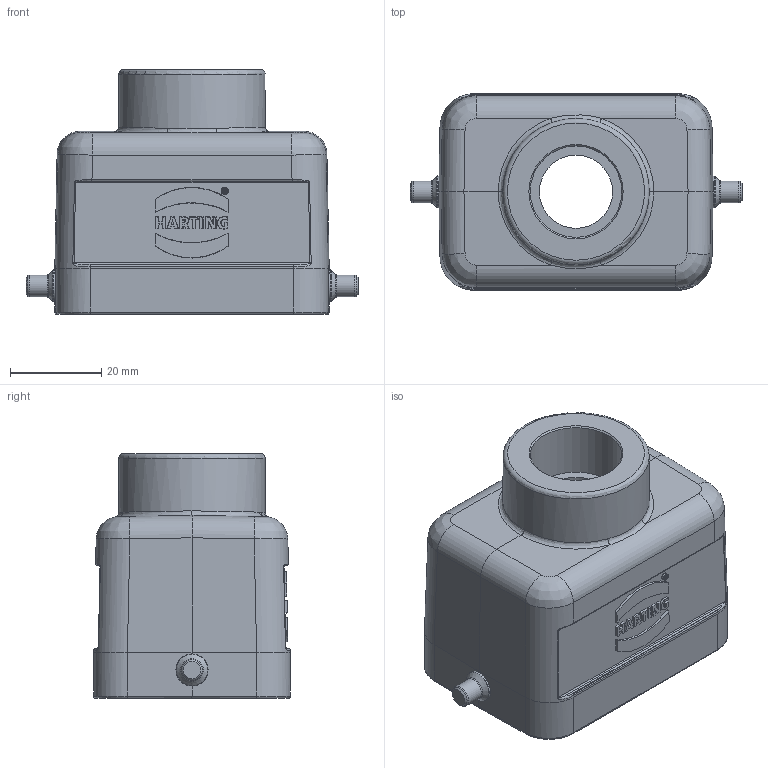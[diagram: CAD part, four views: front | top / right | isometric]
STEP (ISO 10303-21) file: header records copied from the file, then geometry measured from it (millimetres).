
FILE_DESCRIPTION(/* description */ (''),/* implementation_level */ '2;1');
FILE_NAME(/* name */ '100095235ugm000_f.stp',/* time_stamp */ '2017-11-06T09:40:12+01:00',/* author */ (''),/* organization */ (''),/* preprocessor_version */ 'ST-DEVELOPER v16',/* originating_system */ 'SIEMENS PLM Software NX 10.0',/* authorisation */ '');
FILE_SCHEMA (('AUTOMOTIVE_DESIGN { 1 0 10303 214 3 1 1 1 }'));
Length unit declared in the file: millimetre
Products named in the file (1): 100095235ugm000_f
Bounding box: 72.6 x 43 x 53.5 mm (x, y, z)
Volume: 36540.5 mm3; surface area: 20736.2 mm2
Topology: 1 solids, 1 shells, 317 faces, 1317 edges, 1547 vertices
Faces by surface type: plane 135, cylinder 85, bspline 74, torus 12, cone 11
Full cylindrical faces by diameter (mm): 3 x4, 4.8 x2, 7 x2, 16 x1, 20 x1, 32 x1
Entity records: 18642 total; most frequent: CARTESIAN_POINT 6299, DIRECTION 1510, ORIENTED_EDGE 1472, PRESENTATION_STYLE_ASSIGNMENT 852, EDGE_CURVE 736, STYLED_ITEM 536, LINE 532, VECTOR 532
